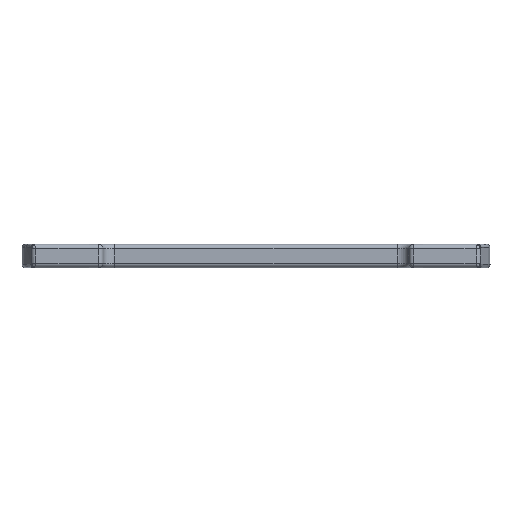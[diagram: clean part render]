
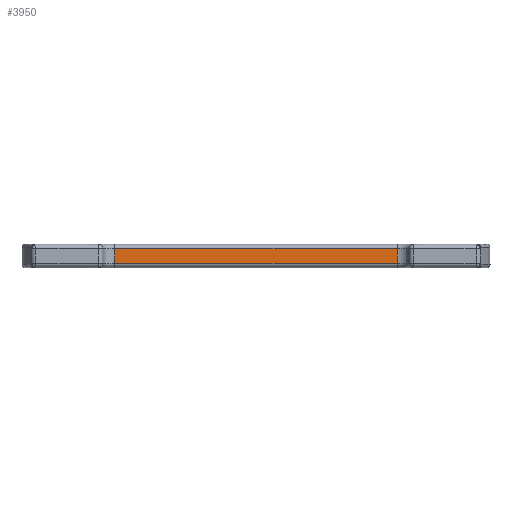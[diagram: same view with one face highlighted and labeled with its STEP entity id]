
A CAD part, front view. The second image highlights one B-rep face of the part: STEP entity #3950.
In plain terms, the highlighted planar face has unit normal (0, -1, 0).
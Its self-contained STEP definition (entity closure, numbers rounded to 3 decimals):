
#404=PLANE('',#4283);
#757=LINE('',#13268,#973);
#771=LINE('',#13314,#987);
#778=LINE('',#13331,#994);
#780=LINE('',#13334,#996);
#973=VECTOR('',#4955,10.);
#987=VECTOR('',#5011,10.);
#994=VECTOR('',#5034,10.);
#996=VECTOR('',#5038,10.);
#1338=FACE_OUTER_BOUND('',#1549,.T.);
#1549=EDGE_LOOP('',(#3243,#3244,#3245,#3246));
#2058=VERTEX_POINT('',#13260);
#2060=VERTEX_POINT('',#13266);
#2068=VERTEX_POINT('',#13304);
#2070=VERTEX_POINT('',#13310);
#2481=EDGE_CURVE('',#2060,#2058,#757,.T.);
#2506=EDGE_CURVE('',#2068,#2070,#771,.T.);
#2516=EDGE_CURVE('',#2060,#2070,#778,.T.);
#2518=EDGE_CURVE('',#2058,#2068,#780,.T.);
#3243=ORIENTED_EDGE('',*,*,#2506,.F.);
#3244=ORIENTED_EDGE('',*,*,#2518,.F.);
#3245=ORIENTED_EDGE('',*,*,#2481,.F.);
#3246=ORIENTED_EDGE('',*,*,#2516,.T.);
#3950=ADVANCED_FACE('',(#1338),#404,.T.);
#4283=AXIS2_PLACEMENT_3D('',#13333,#5036,#5037);
#4955=DIRECTION('',(-1.,0.,0.));
#5011=DIRECTION('',(1.,0.,0.));
#5034=DIRECTION('',(0.,0.,1.));
#5036=DIRECTION('center_axis',(0.,-1.,0.));
#5037=DIRECTION('ref_axis',(1.,0.,0.));
#5038=DIRECTION('',(0.,0.,1.));
#13260=CARTESIAN_POINT('',(34.641,9.694,2.));
#13266=CARTESIAN_POINT('',(154.672,9.694,2.));
#13268=CARTESIAN_POINT('',(64.456,9.694,2.));
#13304=CARTESIAN_POINT('',(34.641,9.694,8.));
#13310=CARTESIAN_POINT('',(154.672,9.694,8.));
#13314=CARTESIAN_POINT('',(64.456,9.694,8.));
#13331=CARTESIAN_POINT('',(154.672,9.694,0.));
#13333=CARTESIAN_POINT('Origin',(34.641,9.694,0.));
#13334=CARTESIAN_POINT('',(34.641,9.694,0.));
